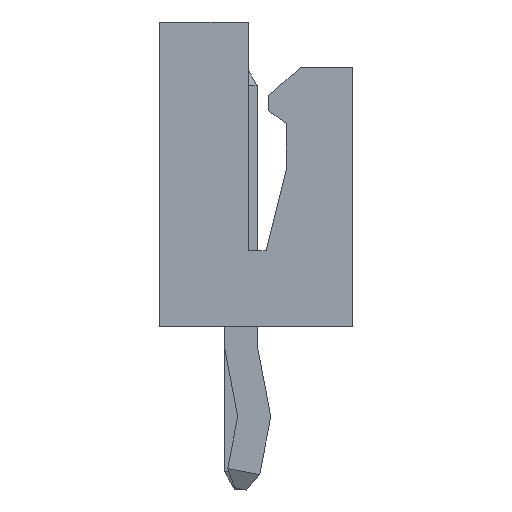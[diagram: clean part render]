
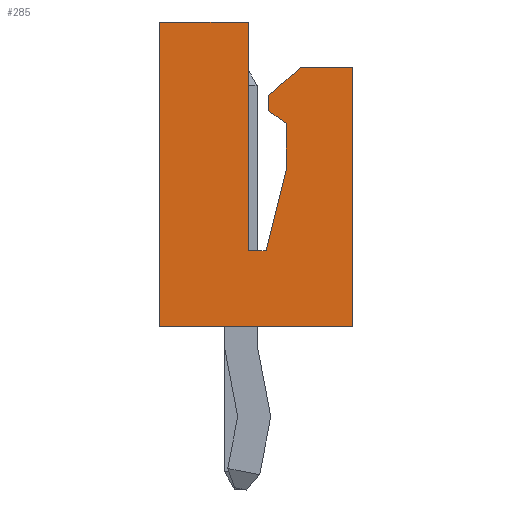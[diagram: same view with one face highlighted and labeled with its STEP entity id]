
A CAD part, left-side view. The second image highlights one B-rep face of the part: STEP entity #285.
In plain terms, the highlighted planar face has unit normal (-1, 0, 0).
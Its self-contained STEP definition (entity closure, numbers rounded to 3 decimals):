
#285 = ADVANCED_FACE( '', ( #643 ), #644, .T. );
#643 = FACE_OUTER_BOUND( '', #1109, .T. );
#644 = PLANE( '', #1110 );
#1109 = EDGE_LOOP( '', ( #1665, #1666, #1667, #1668, #1669, #1670, #1671, #1672, #1673, #1674, #1675, #1676 ) );
#1110 = AXIS2_PLACEMENT_3D( '', #1677, #1678, #1679 );
#1665 = ORIENTED_EDGE( '', *, *, #2965, .F. );
#1666 = ORIENTED_EDGE( '', *, *, #2966, .T. );
#1667 = ORIENTED_EDGE( '', *, *, #2967, .F. );
#1668 = ORIENTED_EDGE( '', *, *, #2968, .F. );
#1669 = ORIENTED_EDGE( '', *, *, #2969, .T. );
#1670 = ORIENTED_EDGE( '', *, *, #2970, .F. );
#1671 = ORIENTED_EDGE( '', *, *, #2971, .F. );
#1672 = ORIENTED_EDGE( '', *, *, #2972, .F. );
#1673 = ORIENTED_EDGE( '', *, *, #2973, .F. );
#1674 = ORIENTED_EDGE( '', *, *, #2974, .F. );
#1675 = ORIENTED_EDGE( '', *, *, #2975, .F. );
#1676 = ORIENTED_EDGE( '', *, *, #2976, .F. );
#1677 = CARTESIAN_POINT( '', ( -6.25, -1.9, -3. ) );
#1678 = DIRECTION( '', ( -1., 0., 0. ) );
#1679 = DIRECTION( '', ( 0., 0., 1. ) );
#2965 = EDGE_CURVE( '', #3576, #3577, #3578, .T. );
#2966 = EDGE_CURVE( '', #3576, #3579, #3580, .T. );
#2967 = EDGE_CURVE( '', #3581, #3579, #3582, .T. );
#2968 = EDGE_CURVE( '', #3583, #3581, #3584, .T. );
#2969 = EDGE_CURVE( '', #3583, #3585, #3586, .T. );
#2970 = EDGE_CURVE( '', #3587, #3585, #3588, .T. );
#2971 = EDGE_CURVE( '', #3589, #3587, #3590, .T. );
#2972 = EDGE_CURVE( '', #3591, #3589, #3592, .T. );
#2973 = EDGE_CURVE( '', #3593, #3591, #3594, .T. );
#2974 = EDGE_CURVE( '', #3595, #3593, #3596, .T. );
#2975 = EDGE_CURVE( '', #3597, #3595, #3598, .T. );
#2976 = EDGE_CURVE( '', #3577, #3597, #3599, .T. );
#3576 = VERTEX_POINT( '', #4440 );
#3577 = VERTEX_POINT( '', #4441 );
#3578 = LINE( '', #4442, #4443 );
#3579 = VERTEX_POINT( '', #4444 );
#3580 = LINE( '', #4445, #4446 );
#3581 = VERTEX_POINT( '', #4447 );
#3582 = LINE( '', #4448, #4449 );
#3583 = VERTEX_POINT( '', #4450 );
#3584 = LINE( '', #4451, #4452 );
#3585 = VERTEX_POINT( '', #4453 );
#3586 = LINE( '', #4454, #4455 );
#3587 = VERTEX_POINT( '', #4456 );
#3588 = LINE( '', #4457, #4458 );
#3589 = VERTEX_POINT( '', #4459 );
#3590 = LINE( '', #4460, #4461 );
#3591 = VERTEX_POINT( '', #4462 );
#3592 = LINE( '', #4463, #4464 );
#3593 = VERTEX_POINT( '', #4465 );
#3594 = LINE( '', #4466, #4467 );
#3595 = VERTEX_POINT( '', #4468 );
#3596 = LINE( '', #4469, #4470 );
#3597 = VERTEX_POINT( '', #4471 );
#3598 = LINE( '', #4472, #4473 );
#3599 = LINE( '', #4474, #4475 );
#4440 = CARTESIAN_POINT( '', ( -6.25, 0.15, 3. ) );
#4441 = CARTESIAN_POINT( '', ( -6.25, 0.15, -1.5 ) );
#4442 = CARTESIAN_POINT( '', ( -6.25, 0.15, -1.5 ) );
#4443 = VECTOR( '', #5428, 1000. );
#4444 = CARTESIAN_POINT( '', ( -6.25, 1.9, 3. ) );
#4445 = CARTESIAN_POINT( '', ( -6.25, -1.9, 3. ) );
#4446 = VECTOR( '', #5429, 1000. );
#4447 = CARTESIAN_POINT( '', ( -6.25, 1.9, -3. ) );
#4448 = CARTESIAN_POINT( '', ( -6.25, 1.9, -3. ) );
#4449 = VECTOR( '', #5430, 1000. );
#4450 = CARTESIAN_POINT( '', ( -6.25, -1.9, -3. ) );
#4451 = CARTESIAN_POINT( '', ( -6.25, -1.9, -3. ) );
#4452 = VECTOR( '', #5431, 1000. );
#4453 = CARTESIAN_POINT( '', ( -6.25, -1.9, 2.1 ) );
#4454 = CARTESIAN_POINT( '', ( -6.25, -1.9, -3. ) );
#4455 = VECTOR( '', #5432, 1000. );
#4456 = CARTESIAN_POINT( '', ( -6.25, -0.87, 2.1 ) );
#4457 = CARTESIAN_POINT( '', ( -6.25, -0.87, 2.1 ) );
#4458 = VECTOR( '', #5433, 1000. );
#4459 = CARTESIAN_POINT( '', ( -6.25, -0.25, 1.55 ) );
#4460 = CARTESIAN_POINT( '', ( -6.25, -0.25, 1.55 ) );
#4461 = VECTOR( '', #5434, 1000. );
#4462 = CARTESIAN_POINT( '', ( -6.25, -0.25, 1.25 ) );
#4463 = CARTESIAN_POINT( '', ( -6.25, -0.25, 1.55 ) );
#4464 = VECTOR( '', #5435, 1000. );
#4465 = CARTESIAN_POINT( '', ( -6.25, -0.6, 1. ) );
#4466 = CARTESIAN_POINT( '', ( -6.25, -0.25, 1.25 ) );
#4467 = VECTOR( '', #5436, 1000. );
#4468 = CARTESIAN_POINT( '', ( -6.25, -0.6, 0.1 ) );
#4469 = CARTESIAN_POINT( '', ( -6.25, -0.6, 1. ) );
#4470 = VECTOR( '', #5437, 1000. );
#4471 = CARTESIAN_POINT( '', ( -6.25, -0.2, -1.5 ) );
#4472 = CARTESIAN_POINT( '', ( -6.25, -0.2, -1.5 ) );
#4473 = VECTOR( '', #5438, 1000. );
#4474 = CARTESIAN_POINT( '', ( -6.25, 0.15, -1.5 ) );
#4475 = VECTOR( '', #5439, 1000. );
#5428 = DIRECTION( '', ( 0., 0., -1. ) );
#5429 = DIRECTION( '', ( 0., 1., 0. ) );
#5430 = DIRECTION( '', ( 0., 0., 1. ) );
#5431 = DIRECTION( '', ( 0., 1., 0. ) );
#5432 = DIRECTION( '', ( 0., 0., 1. ) );
#5433 = DIRECTION( '', ( 0., -1., 0. ) );
#5434 = DIRECTION( '', ( 0., -0.748, 0.664 ) );
#5435 = DIRECTION( '', ( 0., 0., 1. ) );
#5436 = DIRECTION( '', ( 0., 0.814, 0.581 ) );
#5437 = DIRECTION( '', ( 0., 0., 1. ) );
#5438 = DIRECTION( '', ( 0., -0.243, 0.97 ) );
#5439 = DIRECTION( '', ( 0., -1., 0. ) );
